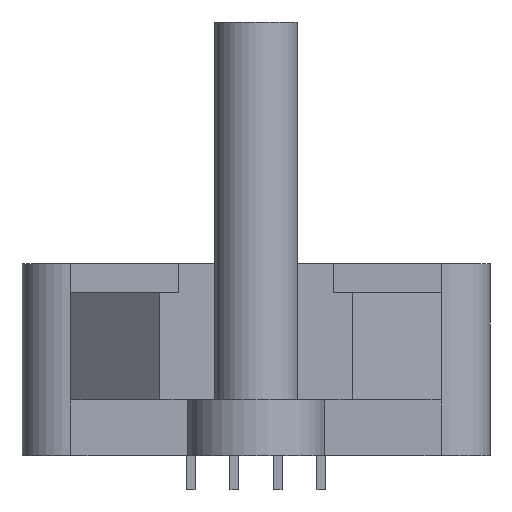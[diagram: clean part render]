
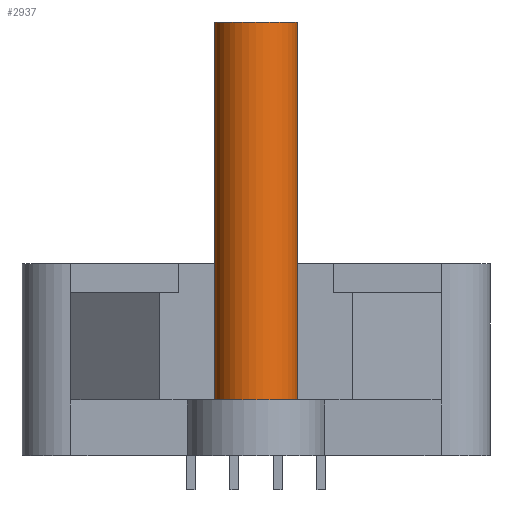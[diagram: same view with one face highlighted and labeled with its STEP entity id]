
A CAD part, front view. The second image highlights one B-rep face of the part: STEP entity #2937.
In plain terms, the highlighted cylindrical face has radius 2.4 mm (diameter 4.8 mm), a partial arc.
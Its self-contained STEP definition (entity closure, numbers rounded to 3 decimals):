
#408 = ORIENTED_EDGE ( 'NONE', *, *, #1269, .T. ) ;
#533 = LINE ( 'NONE', #1494, #868 ) ;
#546 = VECTOR ( 'NONE', #3048, 1000. ) ;
#616 = ORIENTED_EDGE ( 'NONE', *, *, #1089, .F. ) ;
#739 = CARTESIAN_POINT ( 'NONE',  ( -3.81, -20.87, 3.25 ) ) ;
#792 = VECTOR ( 'NONE', #2645, 1000. ) ;
#816 = DIRECTION ( 'NONE',  ( -1., 0., 0. ) ) ;
#825 = CARTESIAN_POINT ( 'NONE',  ( -3.81, -20.87, 25.3 ) ) ;
#868 = VECTOR ( 'NONE', #1998, 1000. ) ;
#877 = EDGE_LOOP ( 'NONE', ( #616, #2396, #408, #892, #2041, #3043 ) ) ;
#892 = ORIENTED_EDGE ( 'NONE', *, *, #946, .T. ) ;
#945 = CYLINDRICAL_SURFACE ( 'NONE', #2747, 2.4 ) ;
#946 = EDGE_CURVE ( 'NONE', #3081, #2599, #533, .T. ) ;
#959 = DIRECTION ( 'NONE',  ( 1., 0., 0. ) ) ;
#1089 = EDGE_CURVE ( 'NONE', #1610, #1175, #1501, .T. ) ;
#1100 = CARTESIAN_POINT ( 'NONE',  ( -6.21, -20.87, 25.3 ) ) ;
#1175 = VERTEX_POINT ( 'NONE', #2909 ) ;
#1185 = AXIS2_PLACEMENT_3D ( 'NONE', #825, #2793, #816 ) ;
#1209 = DIRECTION ( 'NONE',  ( 0., 0., 1. ) ) ;
#1269 = EDGE_CURVE ( 'NONE', #1584, #3081, #2934, .T. ) ;
#1304 = CIRCLE ( 'NONE', #1613, 2.4 ) ;
#1425 = EDGE_CURVE ( 'NONE', #2599, #2589, #1304, .T. ) ;
#1479 = CARTESIAN_POINT ( 'NONE',  ( -6.21, -20.87, 25.3 ) ) ;
#1494 = CARTESIAN_POINT ( 'NONE',  ( -6.21, -20.87, 25.3 ) ) ;
#1501 = LINE ( 'NONE', #2089, #792 ) ;
#1584 = VERTEX_POINT ( 'NONE', #1100 ) ;
#1592 = CARTESIAN_POINT ( 'NONE',  ( -1.41, -20.87, 25.3 ) ) ;
#1610 = VERTEX_POINT ( 'NONE', #1592 ) ;
#1613 = AXIS2_PLACEMENT_3D ( 'NONE', #739, #1209, #959 ) ;
#1668 = CARTESIAN_POINT ( 'NONE',  ( -3.81, -20.87, 25.3 ) ) ;
#1793 = CARTESIAN_POINT ( 'NONE',  ( -1.41, -20.87, 25.3 ) ) ;
#1823 = VECTOR ( 'NONE', #2199, 1000. ) ;
#1998 = DIRECTION ( 'NONE',  ( 0., 0., -1. ) ) ;
#2001 = CARTESIAN_POINT ( 'NONE',  ( -1.41, -20.87, 3.25 ) ) ;
#2041 = ORIENTED_EDGE ( 'NONE', *, *, #1425, .T. ) ;
#2089 = CARTESIAN_POINT ( 'NONE',  ( -1.41, -20.87, 25.3 ) ) ;
#2179 = CIRCLE ( 'NONE', #1185, 2.4 ) ;
#2199 = DIRECTION ( 'NONE',  ( 0., 0., -1. ) ) ;
#2340 = FACE_OUTER_BOUND ( 'NONE', #877, .T. ) ;
#2396 = ORIENTED_EDGE ( 'NONE', *, *, #2643, .T. ) ;
#2411 = DIRECTION ( 'NONE',  ( 0., 0., -1. ) ) ;
#2525 = EDGE_CURVE ( 'NONE', #2589, #1175, #2730, .T. ) ;
#2559 = CARTESIAN_POINT ( 'NONE',  ( -6.21, -20.87, 3.25 ) ) ;
#2589 = VERTEX_POINT ( 'NONE', #2001 ) ;
#2599 = VERTEX_POINT ( 'NONE', #2559 ) ;
#2643 = EDGE_CURVE ( 'NONE', #1610, #1584, #2179, .T. ) ;
#2645 = DIRECTION ( 'NONE',  ( 0., 0., -1. ) ) ;
#2730 = LINE ( 'NONE', #1793, #546 ) ;
#2747 = AXIS2_PLACEMENT_3D ( 'NONE', #1668, #2411, #3161 ) ;
#2793 = DIRECTION ( 'NONE',  ( 0., 0., -1. ) ) ;
#2909 = CARTESIAN_POINT ( 'NONE',  ( -1.41, -20.87, 11.2 ) ) ;
#2934 = LINE ( 'NONE', #1479, #1823 ) ;
#2937 = ADVANCED_FACE ( 'NONE', ( #2340 ), #945, .T. ) ;
#3043 = ORIENTED_EDGE ( 'NONE', *, *, #2525, .T. ) ;
#3048 = DIRECTION ( 'NONE',  ( 0., 0., 1. ) ) ;
#3081 = VERTEX_POINT ( 'NONE', #3097 ) ;
#3097 = CARTESIAN_POINT ( 'NONE',  ( -6.21, -20.87, 11.2 ) ) ;
#3161 = DIRECTION ( 'NONE',  ( -1., 0., 0. ) ) ;
